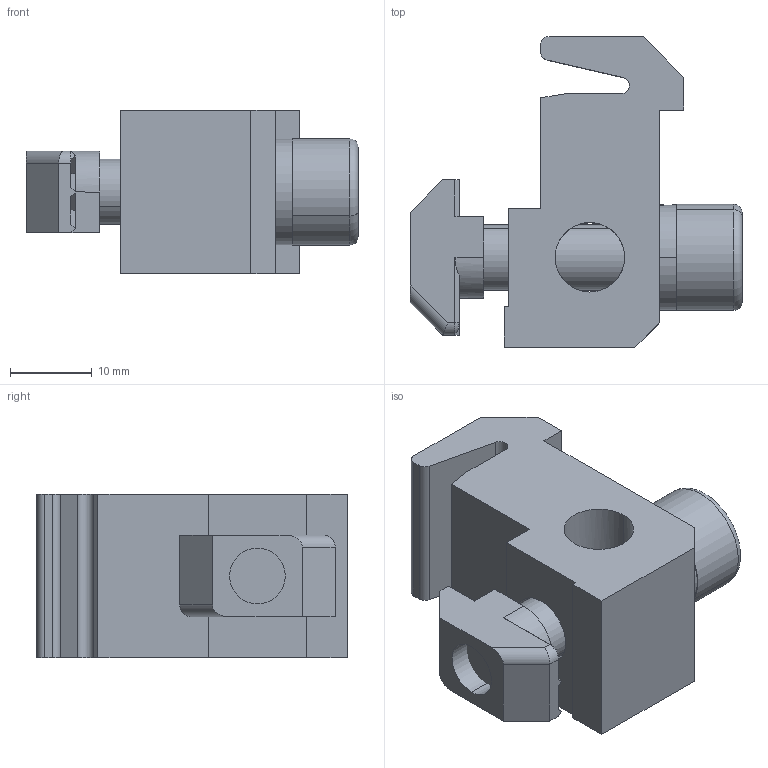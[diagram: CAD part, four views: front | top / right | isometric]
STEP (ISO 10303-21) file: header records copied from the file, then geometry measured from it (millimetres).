
FILE_DESCRIPTION (( 'STEP AP203' ), '1' );
FILE_NAME ('SPS.CL40.A.STEP', '2014-05-20T05:52:23', ( 'USER' ), ( 'Microsoft' ), 'SwSTEP 2.0', 'SolidWorks 2012', '' );
FILE_SCHEMA (( 'CONFIG_CONTROL_DESIGN' ));
Length unit declared in the file: millimetre
Products named in the file (5): 標輸A; spring lock washers--normal type gb_GB_FASTENER_WASHER_SW 8; hexagon socket head cap screws gb_GB_FASTENER_SCREWS_HSHCS M8X30-C; 2.21.10.M8; SPS.CL40.A
Assembly tree (4 placements, depth 2):
  SPS.CL40.A
    標輸A
    spring lock washers--normal type gb_GB_FASTENER_WASHER_SW 8
    hexagon socket head cap screws gb_GB_FASTENER_SCREWS_HSHCS M8X30-C
    2.21.10.M8
Bounding box: 40.6 x 38 x 20 mm (x, y, z)
Volume: 13619 mm3; surface area: 6935.8 mm2
Topology: 4 solids, 4 shells, 118 faces, 295 edges, 183 vertices
Faces by surface type: plane 81, cylinder 29, cone 6, torus 2
Entity records: 3990 total; most frequent: CARTESIAN_POINT 693, ORIENTED_EDGE 586, DIRECTION 575, EDGE_CURVE 293, VECTOR 201, LINE 201, AXIS2_PLACEMENT_3D 187, VERTEX_POINT 183
